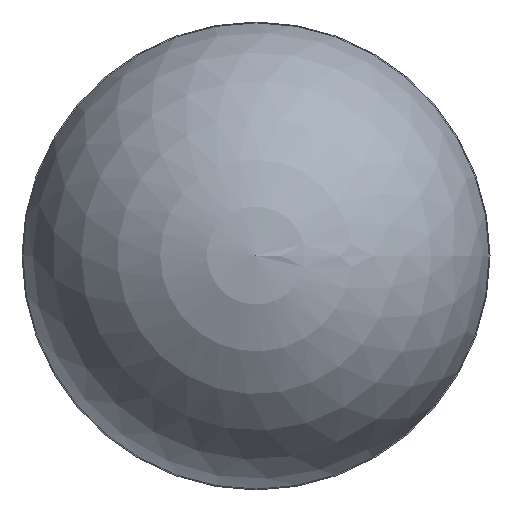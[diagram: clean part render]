
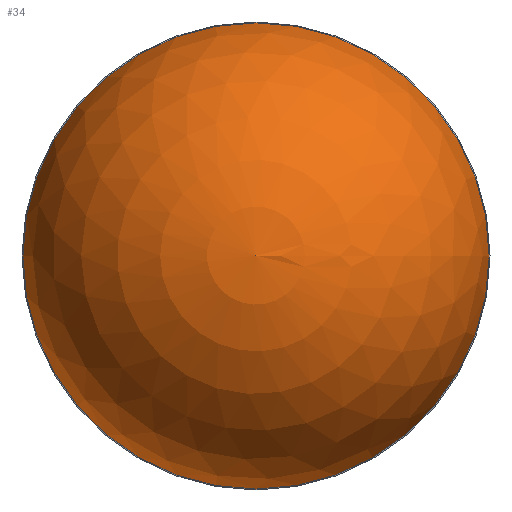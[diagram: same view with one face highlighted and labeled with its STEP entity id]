
A CAD part, top view. The second image highlights one B-rep face of the part: STEP entity #34.
In plain terms, the highlighted spherical face has radius 23.5 mm.
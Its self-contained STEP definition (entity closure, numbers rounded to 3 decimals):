
#34 = ADVANCED_FACE( '', ( #69 ), #70, .T. );
#69 = FACE_OUTER_BOUND( '', #107, .T. );
#70 = SPHERICAL_SURFACE( '', #108, 23.5 );
#107 = EDGE_LOOP( '', ( #141 ) );
#108 = AXIS2_PLACEMENT_3D( '', #142, #143, #144 );
#141 = ORIENTED_EDGE( '', *, *, #183, .F. );
#142 = CARTESIAN_POINT( '', ( 0., 0., 21.5 ) );
#143 = DIRECTION( '', ( 0., 0., 1. ) );
#144 = DIRECTION( '', ( 1., 0., 0. ) );
#183 = EDGE_CURVE( '', #200, #200, #201, .F. );
#200 = VERTEX_POINT( '', #222 );
#201 = CIRCLE( '', #223, 23.397 );
#222 = CARTESIAN_POINT( '', ( 23.397, 0., 23.699 ) );
#223 = AXIS2_PLACEMENT_3D( '', #244, #245, #246 );
#244 = CARTESIAN_POINT( '', ( 0., 0., 23.699 ) );
#245 = DIRECTION( '', ( 0., 0., 1. ) );
#246 = DIRECTION( '', ( 1., 0., 0. ) );
